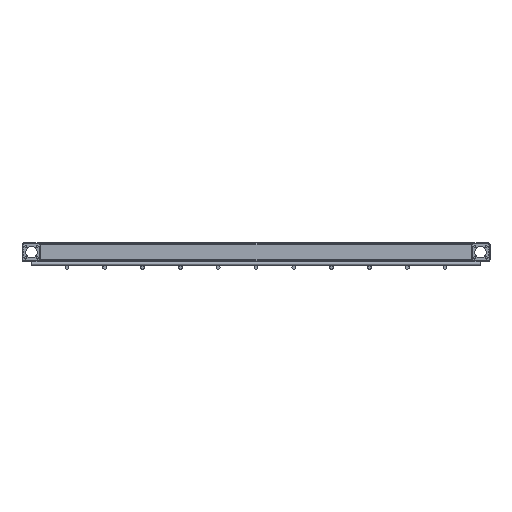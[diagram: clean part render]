
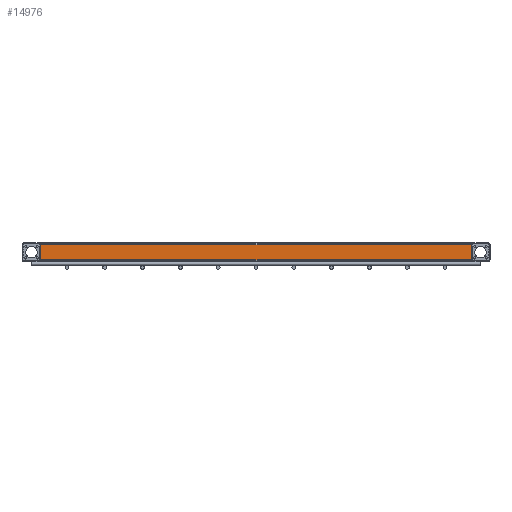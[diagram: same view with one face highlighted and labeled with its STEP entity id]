
A CAD part, left-side view. The second image highlights one B-rep face of the part: STEP entity #14976.
In plain terms, the highlighted planar face has unit normal (-1, 0, 0).
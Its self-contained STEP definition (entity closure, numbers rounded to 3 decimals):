
#485 = ORIENTED_EDGE ( 'NONE', *, *, #20280, .T. ) ;
#1025 = LINE ( 'NONE', #17692, #1524 ) ;
#1387 = CARTESIAN_POINT ( 'NONE',  ( -997.5, -227.5, -8. ) ) ;
#1524 = VECTOR ( 'NONE', #27861, 1000. ) ;
#3545 = DIRECTION ( 'NONE',  ( 0., 0., -1. ) ) ;
#4772 = DIRECTION ( 'NONE',  ( 0., 1., 0. ) ) ;
#4994 = PLANE ( 'NONE',  #18344 ) ;
#5016 = CARTESIAN_POINT ( 'NONE',  ( -997.5, -227.5, -8. ) ) ;
#6414 = LINE ( 'NONE', #22097, #19868 ) ;
#8021 = VERTEX_POINT ( 'NONE', #12902 ) ;
#9724 = VECTOR ( 'NONE', #4772, 1000. ) ;
#11113 = ORIENTED_EDGE ( 'NONE', *, *, #16346, .F. ) ;
#12401 = DIRECTION ( 'NONE',  ( 0., 1., 0. ) ) ;
#12902 = CARTESIAN_POINT ( 'NONE',  ( -997.5, -227.5, 8. ) ) ;
#12992 = CARTESIAN_POINT ( 'NONE',  ( -997.5, 227.5, 8. ) ) ;
#13207 = CARTESIAN_POINT ( 'NONE',  ( -997.5, 227.5, -8. ) ) ;
#14078 = VECTOR ( 'NONE', #26750, 1000. ) ;
#14976 = ADVANCED_FACE ( 'NONE', ( #24870 ), #4994, .F. ) ;
#15146 = VERTEX_POINT ( 'NONE', #13207 ) ;
#16346 = EDGE_CURVE ( 'NONE', #23887, #15146, #1025, .T. ) ;
#17692 = CARTESIAN_POINT ( 'NONE',  ( -997.5, -237.5, -8. ) ) ;
#18344 = AXIS2_PLACEMENT_3D ( 'NONE', #23059, #22135, #12401 ) ;
#19868 = VECTOR ( 'NONE', #3545, 1000. ) ;
#20280 = EDGE_CURVE ( 'NONE', #27462, #15146, #6414, .T. ) ;
#20418 = EDGE_CURVE ( 'NONE', #23887, #8021, #21254, .T. ) ;
#21183 = ORIENTED_EDGE ( 'NONE', *, *, #20418, .T. ) ;
#21254 = LINE ( 'NONE', #5016, #14078 ) ;
#21861 = EDGE_CURVE ( 'NONE', #8021, #27462, #27404, .T. ) ;
#22097 = CARTESIAN_POINT ( 'NONE',  ( -997.5, 227.5, -8. ) ) ;
#22135 = DIRECTION ( 'NONE',  ( 1., 0., 0. ) ) ;
#22937 = EDGE_LOOP ( 'NONE', ( #11113, #21183, #23759, #485 ) ) ;
#23059 = CARTESIAN_POINT ( 'NONE',  ( -997.5, -237.5, -8. ) ) ;
#23759 = ORIENTED_EDGE ( 'NONE', *, *, #21861, .T. ) ;
#23887 = VERTEX_POINT ( 'NONE', #1387 ) ;
#24870 = FACE_OUTER_BOUND ( 'NONE', #22937, .T. ) ;
#26464 = CARTESIAN_POINT ( 'NONE',  ( -997.5, -237.5, 8. ) ) ;
#26750 = DIRECTION ( 'NONE',  ( 0., 0., 1. ) ) ;
#27404 = LINE ( 'NONE', #26464, #9724 ) ;
#27462 = VERTEX_POINT ( 'NONE', #12992 ) ;
#27861 = DIRECTION ( 'NONE',  ( 0., 1., 0. ) ) ;
